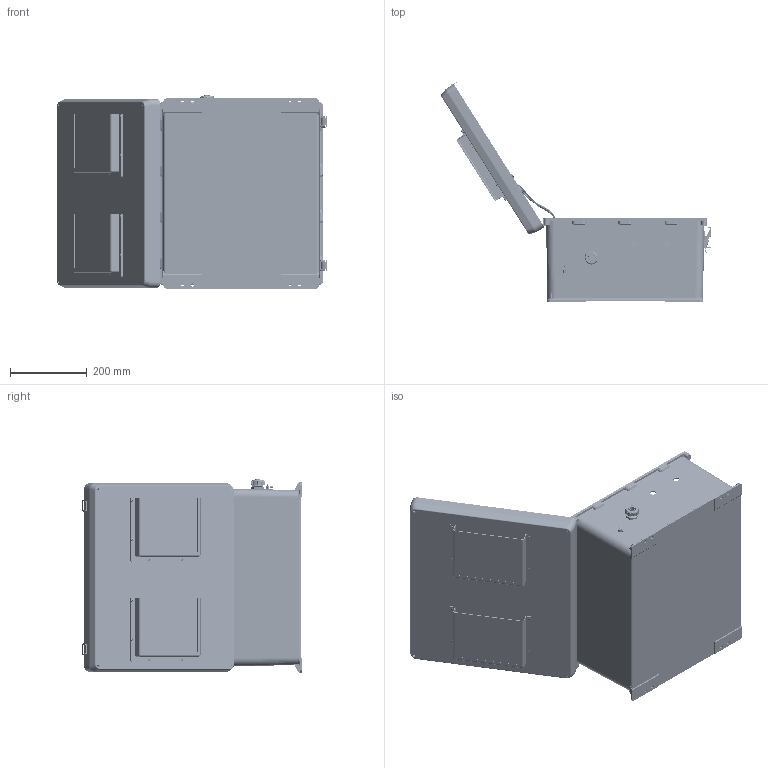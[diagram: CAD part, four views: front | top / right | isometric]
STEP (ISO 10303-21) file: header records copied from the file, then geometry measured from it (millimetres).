
FILE_DESCRIPTION (( 'STEP AP214' ), '1' );
FILE_NAME ('NB181608-50F_3D.step', '2025-10-06T15:11:59', ( '' ), ( '' ), 'SwSTEP 2.0', 'SolidWorks 2025', '' );
FILE_SCHEMA (( 'AUTOMOTIVE_DESIGN' ));
Length unit declared in the file: inch
Products named in the file (27): XFR-0005; NEMA 18_500 GroundWire; XCT-0011; NB181608-DoorClasp-2; Fan Screen-120x120 ALUM; XFN-0002; XF685-01; XFW-0002; NB181608-50F_3D; NB181608-DoorClasp-1; XF797-02; FanWires-18; XCTB-0002; XMH-0019; XF903-01; XFS-0017; NB181608-Hinge; XC-0003; 10-32 NEMA PLATE SCREW; NB181608-Lid-Vented; XFN-0003; XM220-01-UL; XCT-0010; XCT-0005; NB181608-Box; XFS-0026; XFN-0013
Assembly tree (60 placements, depth 2):
  NB181608-50F_3D
    NB181608-Box
    NB181608-Hinge  x2
    NB181608-Lid-Vented
    NB181608-DoorClasp-1  x2
    NB181608-DoorClasp-2  x2
    XF685-01
    XF903-01  x4
    XCTB-0002
    10-32 NEMA PLATE SCREW  x4
    XFN-0013  x2
    XF797-02
    XFS-0017  x3
    XCT-0011
    XCT-0010
    XFN-0003  x2
    XC-0003
    XCT-0005
    XFW-0002
    XFS-0026
    NEMA 18_500 GroundWire
    XM220-01-UL  x2
    XFN-0002  x8
    Fan Screen-120x120 ALUM  x2
    XMH-0019  x2
    FanWires-18
    XFR-0005  x12
Bounding box: 703.32 x 571.16 x 502.84 mm (x, y, z)
Volume: 4030993.1 mm3; surface area: 2543307.9 mm2
Topology: 69 solids, 70 shells, 6730 faces, 17636 edges, 11098 vertices
Faces by surface type: cylinder 3154, plane 1881, cone 1103, torus 334, bspline 238, sphere 20
Entity records: 158748 total; most frequent: CARTESIAN_POINT 58969, ORIENTED_EDGE 20910, DIRECTION 20225, EDGE_CURVE 10455, AXIS2_PLACEMENT_3D 7674, VERTEX_POINT 6598, EDGE_LOOP 4997, LINE 4877
